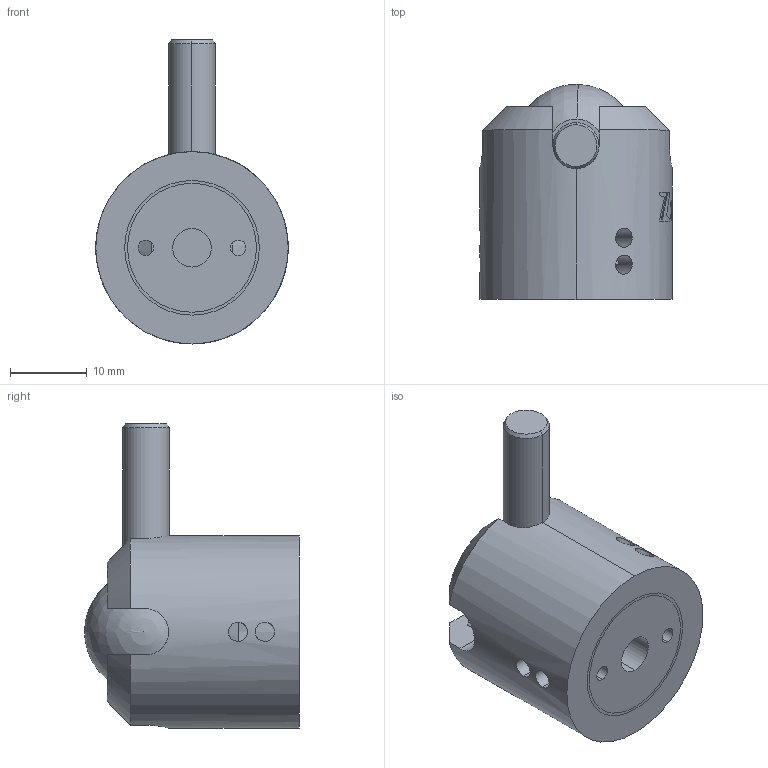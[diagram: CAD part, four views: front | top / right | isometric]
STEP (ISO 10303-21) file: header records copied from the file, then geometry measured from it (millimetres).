
FILE_DESCRIPTION (( 'STEP AP203' ), '1' );
FILE_NAME ('PHUP.STEP', '2022-07-20T02:46:04', ( '' ), ( '' ), 'SwSTEP 2.0', 'SolidWorks 2021', '' );
FILE_SCHEMA (( 'CONFIG_CONTROL_DESIGN' ));
Length unit declared in the file: millimetre
Products named in the file (1): PHUP
Bounding box: 25 x 27.93 x 39.5 mm (x, y, z)
Volume: 10913.9 mm3; surface area: 6796.9 mm2
Topology: 4 solids, 4 shells, 232 faces, 639 edges, 423 vertices
Faces by surface type: bspline 121, cylinder 52, plane 43, cone 12, sphere 4
Entity records: 8657 total; most frequent: CARTESIAN_POINT 3766, ORIENTED_EDGE 1268, EDGE_CURVE 634, DIRECTION 538, B_SPLINE_CURVE_WITH_KNOTS 424, VERTEX_POINT 420, EDGE_LOOP 262, ADVANCED_FACE 232
